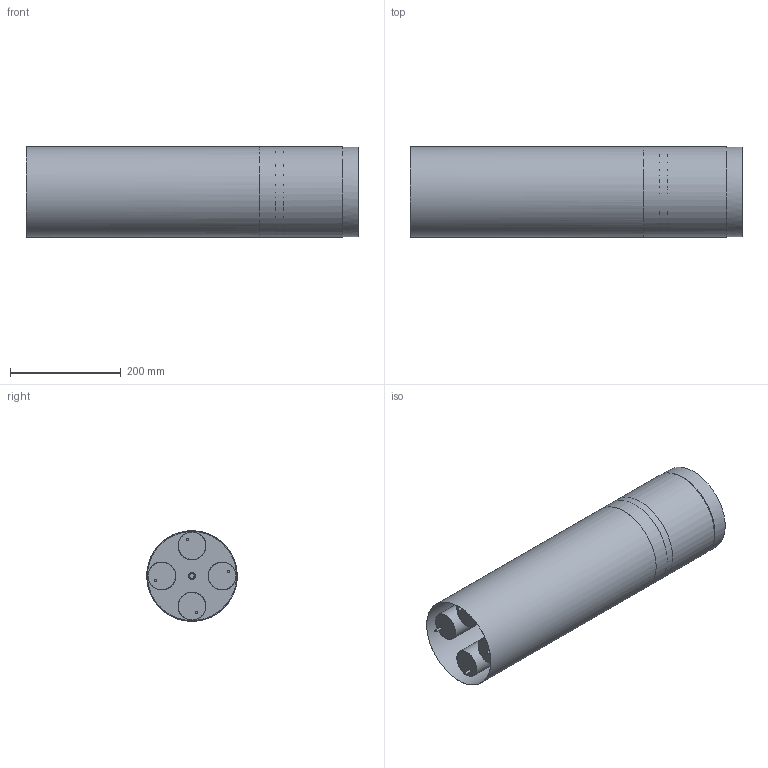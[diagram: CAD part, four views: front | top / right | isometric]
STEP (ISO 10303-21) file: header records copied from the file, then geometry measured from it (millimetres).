
FILE_DESCRIPTION(('FreeCAD Model'),'2;1');
FILE_NAME('Open CASCADE Shape Model','2025-04-26T04:06:03',('FreeCAD'),( 'FreeCAD'),'Open CASCADE STEP processor 7.6','FreeCAD','Unknown');
FILE_SCHEMA(('AUTOMOTIVE_DESIGN { 1 0 10303 214 1 1 1 1 }'));
Length unit declared in the file: millimetre
Products named in the file (1): Open CASCADE STEP translator 7.6 1
Bounding box: 600.36 x 163.73 x 163.74 mm (x, y, z)
Volume: 2949581.7 mm3; surface area: 1496776.8 mm2
Topology: 26 solids, 26 shells, 230 faces, 471 edges, 315 vertices
Faces by surface type: bspline 230
Entity records: 6674 total; most frequent: CARTESIAN_POINT 3647, ORIENTED_EDGE 942, EDGE_CURVE 471, VERTEX_POINT 315, B_SPLINE_CURVE_WITH_KNOTS 308, FACE_BOUND 272, EDGE_LOOP 272, ADVANCED_FACE 230
